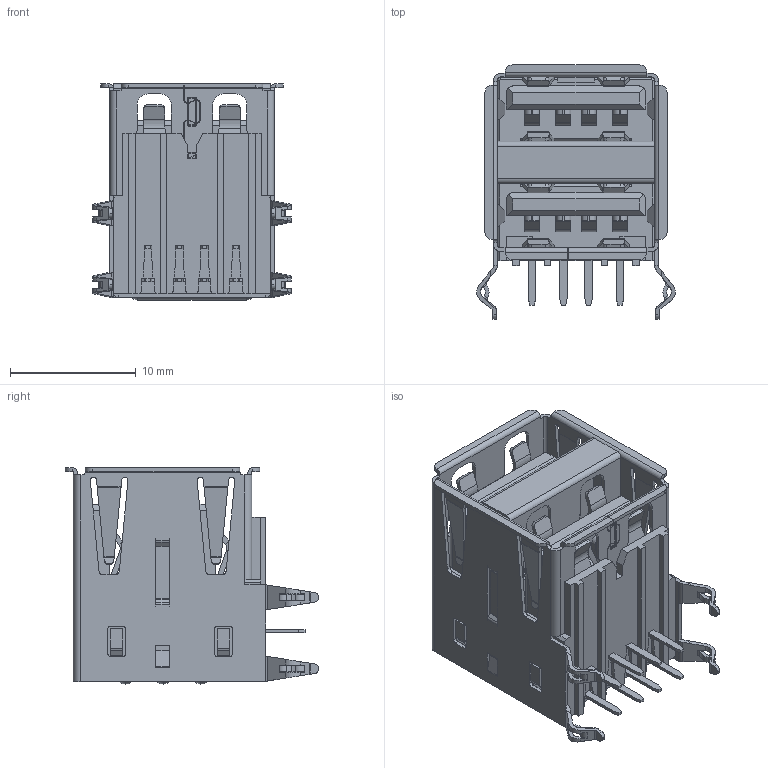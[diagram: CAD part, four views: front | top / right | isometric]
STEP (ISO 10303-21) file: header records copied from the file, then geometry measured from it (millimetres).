
FILE_DESCRIPTION (( 'STEP AP214' ), '1' );
FILE_NAME ('SS-52100-003.STEP', '2021-12-23T11:50:35', ( '' ), ( '' ), 'SwSTEP 2.0', 'SolidWorks 2017', '' );
FILE_SCHEMA (( 'AUTOMOTIVE_DESIGN' ));
Length unit declared in the file: millimetre
Products named in the file (1): SS-52100-003
Bounding box: 15.8 x 20.19 x 17.2 mm (x, y, z)
Volume: 2044.1 mm3; surface area: 4182.5 mm2
Topology: 20 solids, 20 shells, 1671 faces, 4361 edges, 2710 vertices
Faces by surface type: plane 1015, cylinder 610, torus 20, bspline 16, sphere 8, cone 2
Entity records: 51822 total; most frequent: CARTESIAN_POINT 10645, ORIENTED_EDGE 8706, DIRECTION 8401, EDGE_CURVE 4353, LINE 3005, VECTOR 3005, VERTEX_POINT 2710, AXIS2_PLACEMENT_3D 2698
